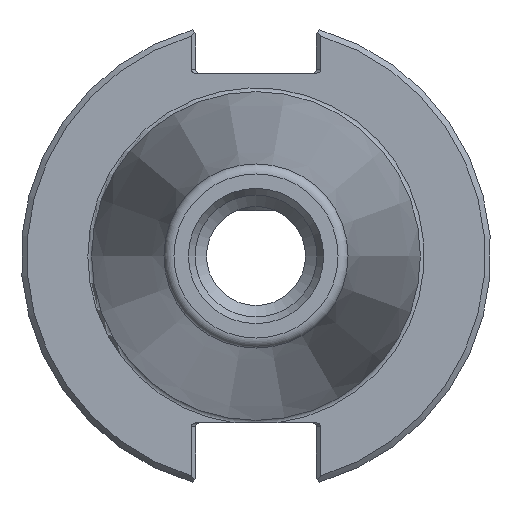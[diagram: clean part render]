
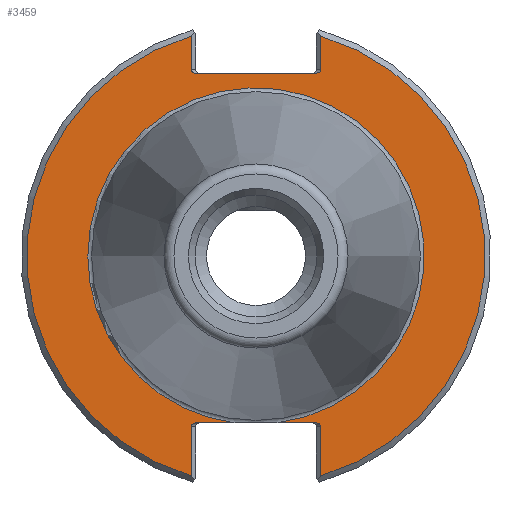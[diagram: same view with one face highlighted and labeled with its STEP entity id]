
A CAD part, left-side view. The second image highlights one B-rep face of the part: STEP entity #3459.
In plain terms, the highlighted planar face has unit normal (-1, 0, 0).
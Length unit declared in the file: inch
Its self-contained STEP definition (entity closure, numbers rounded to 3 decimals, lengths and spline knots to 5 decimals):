
#2517=CARTESIAN_POINT('',(0.125,0.345,0.992));
#2518=VERTEX_POINT('',#2517);
#2525=CARTESIAN_POINT('',(0.125,0.31672,0.972));
#2526=VERTEX_POINT('',#2525);
#2527=CARTESIAN_POINT('',(0.125,0.31672,0.992));
#2528=DIRECTION('',(-1.0,0.0,0.0));
#2529=DIRECTION('',(0.0,1.0,0.0));
#2530=AXIS2_PLACEMENT_3D('',#2527,#2528,#2529);
#2531=ELLIPSE('',#2530,0.02828,0.02);
#2532=EDGE_CURVE('',#2518,#2526,#2531,.T.);
#2617=CARTESIAN_POINT('',(0.125,0.345,1.1702));
#2618=VERTEX_POINT('',#2617);
#2625=CARTESIAN_POINT('',(0.125,0.345,1.1702));
#2626=DIRECTION('',(0.0,0.0,-1.0));
#2627=VECTOR('',#2626,0.1782);
#2628=LINE('',#2625,#2627);
#2629=EDGE_CURVE('',#2618,#2518,#2628,.T.);
#2729=CARTESIAN_POINT('',(0.125,-0.31672,0.972));
#2730=VERTEX_POINT('',#2729);
#2737=CARTESIAN_POINT('',(0.125,-0.345,0.992));
#2738=VERTEX_POINT('',#2737);
#2739=CARTESIAN_POINT('',(0.125,-0.31672,0.992));
#2740=DIRECTION('',(-1.0,0.0,0.0));
#2741=DIRECTION('',(0.0,-1.0,0.0));
#2742=AXIS2_PLACEMENT_3D('',#2739,#2740,#2741);
#2743=ELLIPSE('',#2742,0.02828,0.02);
#2744=EDGE_CURVE('',#2730,#2738,#2743,.T.);
#2794=CARTESIAN_POINT('',(0.125,-0.345,1.1702));
#2795=VERTEX_POINT('',#2794);
#2796=CARTESIAN_POINT('',(0.125,-0.345,0.992));
#2797=DIRECTION('',(0.0,0.0,1.0));
#2798=VECTOR('',#2797,0.1782);
#2799=LINE('',#2796,#2798);
#2800=EDGE_CURVE('',#2738,#2795,#2799,.T.);
#2818=CARTESIAN_POINT('',(0.125,-0.345,-0.908));
#2819=VERTEX_POINT('',#2818);
#2820=CARTESIAN_POINT('',(0.125,-0.31672,-0.888));
#2821=VERTEX_POINT('',#2820);
#2822=CARTESIAN_POINT('',(0.125,-0.31672,-0.908));
#2823=DIRECTION('',(-1.0,0.0,0.0));
#2824=DIRECTION('',(0.0,-1.0,0.0));
#2825=AXIS2_PLACEMENT_3D('',#2822,#2823,#2824);
#2826=ELLIPSE('',#2825,0.02828,0.02);
#2827=EDGE_CURVE('',#2819,#2821,#2826,.T.);
#2925=CARTESIAN_POINT('',(0.125,-0.345,-1.1702));
#2926=VERTEX_POINT('',#2925);
#2933=CARTESIAN_POINT('',(0.125,-0.345,-1.1702));
#2934=DIRECTION('',(0.0,0.0,1.0));
#2935=VECTOR('',#2934,0.2622);
#2936=LINE('',#2933,#2935);
#2937=EDGE_CURVE('',#2926,#2819,#2936,.T.);
#3037=CARTESIAN_POINT('',(0.125,0.31672,-0.888));
#3038=VERTEX_POINT('',#3037);
#3045=CARTESIAN_POINT('',(0.125,0.345,-0.908));
#3046=VERTEX_POINT('',#3045);
#3047=CARTESIAN_POINT('',(0.125,0.31672,-0.908));
#3048=DIRECTION('',(-1.0,0.0,0.0));
#3049=DIRECTION('',(0.0,1.0,0.0));
#3050=AXIS2_PLACEMENT_3D('',#3047,#3048,#3049);
#3051=ELLIPSE('',#3050,0.02828,0.02);
#3052=EDGE_CURVE('',#3038,#3046,#3051,.T.);
#3102=CARTESIAN_POINT('',(0.125,0.345,-1.1702));
#3103=VERTEX_POINT('',#3102);
#3104=CARTESIAN_POINT('',(0.125,0.345,-0.908));
#3105=DIRECTION('',(0.0,0.0,-1.0));
#3106=VECTOR('',#3105,0.2622);
#3107=LINE('',#3104,#3106);
#3108=EDGE_CURVE('',#3046,#3103,#3107,.T.);
#3175=CARTESIAN_POINT('',(0.125,0.31672,0.972));
#3176=DIRECTION('',(0.0,-1.0,0.0));
#3177=VECTOR('',#3176,0.63343);
#3178=LINE('',#3175,#3177);
#3179=EDGE_CURVE('',#2526,#2730,#3178,.T.);
#3377=CARTESIAN_POINT('',(0.125,-0.11172,-0.888));
#3378=VERTEX_POINT('',#3377);
#3379=CARTESIAN_POINT('',(0.125,0.11172,-0.888));
#3380=VERTEX_POINT('',#3379);
#3395=CARTESIAN_POINT('',(0.125,0.,0.0));
#3396=DIRECTION('',(-1.0,0.0,0.0));
#3397=DIRECTION('',(0.0,-1.0,0.0));
#3398=AXIS2_PLACEMENT_3D('',#3395,#3396,#3397);
#3399=CIRCLE('',#3398,0.895);
#3400=EDGE_CURVE('',#3378,#3380,#3399,.T.);
#3416=CARTESIAN_POINT('',(0.125,1.0625,0.0));
#3417=DIRECTION('',(-1.0,0.0,0.0));
#3418=DIRECTION('',(0.0,0.0,1.0));
#3419=AXIS2_PLACEMENT_3D('',#3416,#3417,#3418);
#3420=PLANE('',#3419);
#3421=ORIENTED_EDGE('',*,*,#3400,.F.);
#3422=CARTESIAN_POINT('',(0.125,-0.31672,-0.888));
#3423=DIRECTION('',(0.0,1.0,0.0));
#3424=VECTOR('',#3423,0.205);
#3425=LINE('',#3422,#3424);
#3426=EDGE_CURVE('',#2821,#3378,#3425,.T.);
#3427=ORIENTED_EDGE('',*,*,#3426,.F.);
#3428=ORIENTED_EDGE('',*,*,#2827,.F.);
#3429=ORIENTED_EDGE('',*,*,#2937,.F.);
#3430=CARTESIAN_POINT('',(0.125,0.,0.0));
#3431=DIRECTION('',(1.0,0.0,0.0));
#3432=DIRECTION('',(0.0,-1.0,0.0));
#3433=AXIS2_PLACEMENT_3D('',#3430,#3431,#3432);
#3434=CIRCLE('',#3433,1.22);
#3435=EDGE_CURVE('',#2795,#2926,#3434,.T.);
#3436=ORIENTED_EDGE('',*,*,#3435,.F.);
#3437=ORIENTED_EDGE('',*,*,#2800,.F.);
#3438=ORIENTED_EDGE('',*,*,#2744,.F.);
#3439=ORIENTED_EDGE('',*,*,#3179,.F.);
#3440=ORIENTED_EDGE('',*,*,#2532,.F.);
#3441=ORIENTED_EDGE('',*,*,#2629,.F.);
#3442=CARTESIAN_POINT('',(0.125,0.,0.0));
#3443=DIRECTION('',(1.0,0.0,0.0));
#3444=DIRECTION('',(0.0,1.0,0.0));
#3445=AXIS2_PLACEMENT_3D('',#3442,#3443,#3444);
#3446=CIRCLE('',#3445,1.22);
#3447=EDGE_CURVE('',#3103,#2618,#3446,.T.);
#3448=ORIENTED_EDGE('',*,*,#3447,.F.);
#3449=ORIENTED_EDGE('',*,*,#3108,.F.);
#3450=ORIENTED_EDGE('',*,*,#3052,.F.);
#3451=CARTESIAN_POINT('',(0.125,0.11172,-0.888));
#3452=DIRECTION('',(0.0,1.0,0.0));
#3453=VECTOR('',#3452,0.205);
#3454=LINE('',#3451,#3453);
#3455=EDGE_CURVE('',#3380,#3038,#3454,.T.);
#3456=ORIENTED_EDGE('',*,*,#3455,.F.);
#3457=EDGE_LOOP('',(#3421,#3427,#3428,#3429,#3436,#3437,#3438,#3439,#3440,#3441,#3448,#3449,#3450,#3456));
#3458=FACE_OUTER_BOUND('',#3457,.T.);
#3459=ADVANCED_FACE('',(#3458),#3420,.T.);
